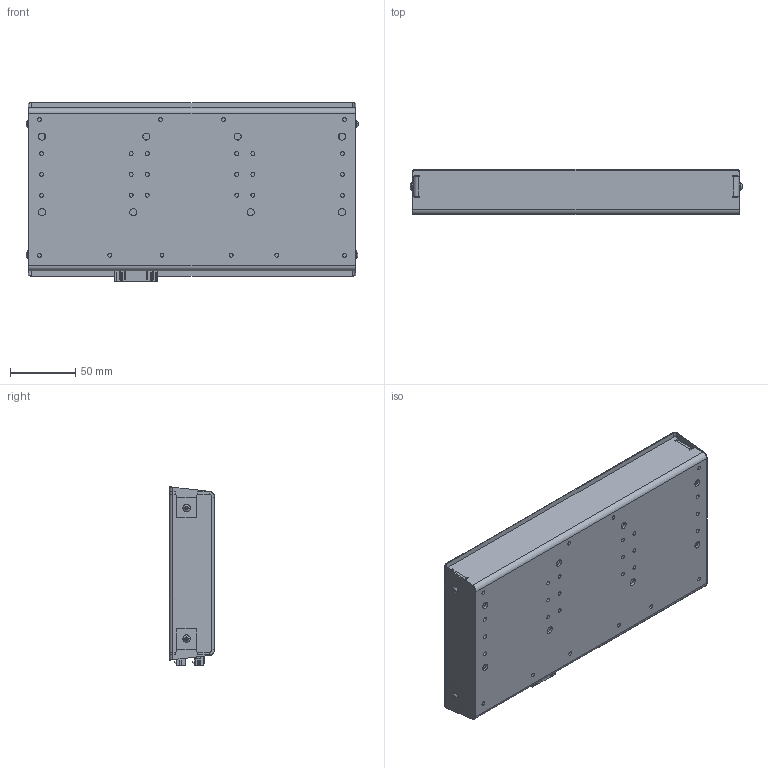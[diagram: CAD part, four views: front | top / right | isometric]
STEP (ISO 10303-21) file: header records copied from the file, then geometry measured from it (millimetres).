
FILE_DESCRIPTION (( 'STEP AP214' ), '1' );
FILE_NAME ('PHLN-3000-0036 enclosure subassembly.STEP', '2022-03-21T00:03:52', ( '' ), ( '' ), 'SwSTEP 2.0', 'SolidWorks 2021', '' );
FILE_SCHEMA (( 'AUTOMOTIVE_DESIGN' ));
Length unit declared in the file: millimetre
Products named in the file (33): J2.step; 6861xx188822_Pin1.step; 686112188822-1.step; PHLN-3000-0036 enclosure subassembly; Free-Models.step; 6861xx188822_Pin2.step; J5.step; Part19^PHLN-3000-0036 enclosure subassembly; M2.step; 66201421122_(rev1).step; 66200621122_(rev1).step; 6620xx21122_PIN-6.step; PHLN-3000-0027; 6620xx21122_PIN.step; M1.step; Open CASCADE STEP translator 6.8 1.1.1.step; 66200621122.step; 686108188822.step; Board.step; PHLN-3000-0027.step; Metric Coarse Socket Button SS_M03 C 006mm A2-50 SS; 6861xx188822_Mylar2.step; 686112188822.step; 6861xx188822_Pin1-3.step; 686108188822-2.step; 6861xx188822_Mylar2-5.step; 6861xx188822_Pin2-4.step; 66201421122.step; 9774015360.step; TRI88-02v1; TRI88-03v1; 6620xx21122_PIN2.step; Part20^PHLN-3000-0036 enclosure subassembly
Assembly tree (68 placements, depth 6):
  PHLN-3000-0036 enclosure subassembly
    TRI88-02v1
    TRI88-03v1
    PHLN-3000-0027
      PHLN-3000-0027.step
        Board.step
          Open CASCADE STEP translator 6.8 1.1.1.step
        M2.step
          9774015360.step
        M1.step
          9774015360.step
        J2.step
          686112188822.step
            686112188822-1.step
            6861xx188822_Pin1.step  x6
            6861xx188822_Pin2.step  x6
            6861xx188822_Mylar2.step
        J5.step
          686108188822.step
            686108188822-2.step
            6861xx188822_Pin1-3.step  x4
            6861xx188822_Pin2-4.step  x4
            6861xx188822_Mylar2-5.step
        Free-Models.step
          66201421122_(rev1).step
            66201421122.step
            6620xx21122_PIN.step  x8
            6620xx21122_PIN2.step  x6
          66200621122_(rev1).step  x2
            66200621122.step
            6620xx21122_PIN-6.step
    Metric Coarse Socket Button SS_M03 C 006mm A2-50 SS  x4
  Part19^PHLN-3000-0036 enclosure subassembly
  Part20^PHLN-3000-0036 enclosure subassembly
Bounding box: 254.5 x 34.6 x 136.95 mm (x, y, z)
Volume: 122238.7 mm3; surface area: 191867.7 mm2
Topology: 62 solids, 62 shells, 3241 faces, 9088 edges, 5930 vertices
Faces by surface type: plane 2457, cylinder 724, cone 40, sphere 8, torus 8, bspline 4
Entity records: 52472 total; most frequent: CARTESIAN_POINT 9344, ORIENTED_EDGE 9016, DIRECTION 8292, EDGE_CURVE 4508, VECTOR 3902, LINE 3902, VERTEX_POINT 2963, AXIS2_PLACEMENT_3D 2195
